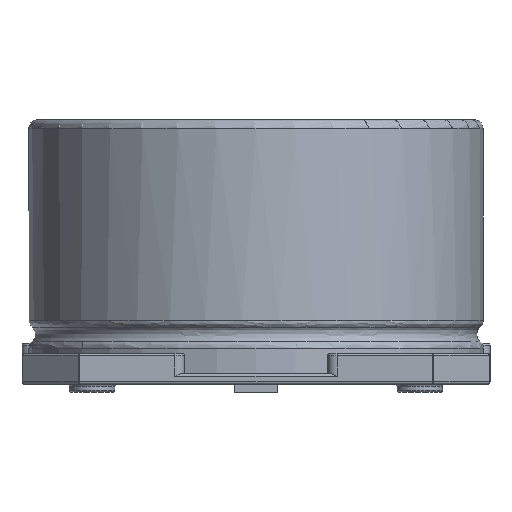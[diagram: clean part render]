
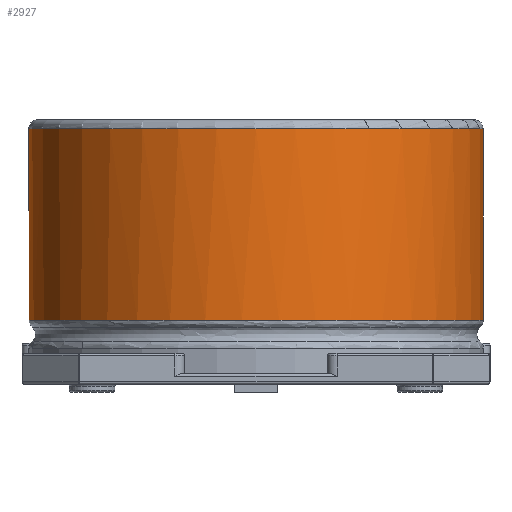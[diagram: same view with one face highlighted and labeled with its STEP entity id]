
A CAD part, left-side view. The second image highlights one B-rep face of the part: STEP entity #2927.
In plain terms, the highlighted cylindrical face has radius 5 mm (diameter 10 mm), a full revolution.
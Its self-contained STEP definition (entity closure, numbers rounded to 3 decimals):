
#104=CYLINDRICAL_SURFACE('',#3192,5.);
#247=LINE('',#5649,#389);
#389=VECTOR('',#3822,5.);
#549=FACE_OUTER_BOUND('',#691,.T.);
#691=EDGE_LOOP('',(#2720,#2721,#2722,#2723,#2724));
#829=CIRCLE('',#3190,5.);
#830=CIRCLE('',#3191,5.);
#1023=B_SPLINE_CURVE_WITH_KNOTS('',3,(#5650,#5651,#5652,#5653,#5654,#5655,
#5656,#5657,#5658,#5659),.UNSPECIFIED.,.F.,.F.,(4,1,1,1,1,1,1,4),(-3.141,
-2.243,-1.346,-0.448,0.45,
1.347,2.245,3.142),.UNSPECIFIED.);
#1381=VERTEX_POINT('',#5642);
#1382=VERTEX_POINT('',#5644);
#1383=VERTEX_POINT('',#5648);
#1835=EDGE_CURVE('',#1381,#1382,#829,.T.);
#1836=EDGE_CURVE('',#1382,#1381,#830,.T.);
#1837=EDGE_CURVE('',#1382,#1383,#247,.T.);
#1838=EDGE_CURVE('',#1383,#1383,#1023,.T.);
#2720=ORIENTED_EDGE('',*,*,#1837,.F.);
#2721=ORIENTED_EDGE('',*,*,#1835,.F.);
#2722=ORIENTED_EDGE('',*,*,#1836,.F.);
#2723=ORIENTED_EDGE('',*,*,#1837,.T.);
#2724=ORIENTED_EDGE('',*,*,#1838,.F.);
#2927=ADVANCED_FACE('',(#549),#104,.T.);
#3190=AXIS2_PLACEMENT_3D('',#5645,#3816,#3817);
#3191=AXIS2_PLACEMENT_3D('',#5646,#3818,#3819);
#3192=AXIS2_PLACEMENT_3D('',#5647,#3820,#3821);
#3816=DIRECTION('center_axis',(0.,0.,1.));
#3817=DIRECTION('ref_axis',(0.,1.,0.));
#3818=DIRECTION('center_axis',(0.,0.,1.));
#3819=DIRECTION('ref_axis',(0.,1.,0.));
#3820=DIRECTION('center_axis',(0.,0.,1.));
#3821=DIRECTION('ref_axis',(0.,1.,0.));
#3822=DIRECTION('',(0.,0.,-1.));
#5642=CARTESIAN_POINT('',(0.,5.,5.8));
#5644=CARTESIAN_POINT('',(0.,-5.,5.8));
#5645=CARTESIAN_POINT('Origin',(0.,0.,5.8));
#5646=CARTESIAN_POINT('Origin',(0.,0.,5.8));
#5647=CARTESIAN_POINT('Origin',(0.,0.,0.405));
#5648=CARTESIAN_POINT('',(-0.004,-5.,1.586));
#5649=CARTESIAN_POINT('',(0.,-5.,0.405));
#5650=CARTESIAN_POINT('Ctrl Pts',(-0.004,-5.,
1.586));
#5651=CARTESIAN_POINT('Ctrl Pts',(-1.5,-4.999,1.586));
#5652=CARTESIAN_POINT('Ctrl Pts',(-4.474,-3.566,1.586));
#5653=CARTESIAN_POINT('Ctrl Pts',(-5.584,1.28,1.586));
#5654=CARTESIAN_POINT('Ctrl Pts',(-2.477,5.156,1.586));
#5655=CARTESIAN_POINT('Ctrl Pts',(2.487,5.157,1.586));
#5656=CARTESIAN_POINT('Ctrl Pts',(5.58,1.269,1.586));
#5657=CARTESIAN_POINT('Ctrl Pts',(4.471,-3.574,1.586));
#5658=CARTESIAN_POINT('Ctrl Pts',(1.495,-5.,1.586));
#5659=CARTESIAN_POINT('Ctrl Pts',(0.,-5.,
1.586));
